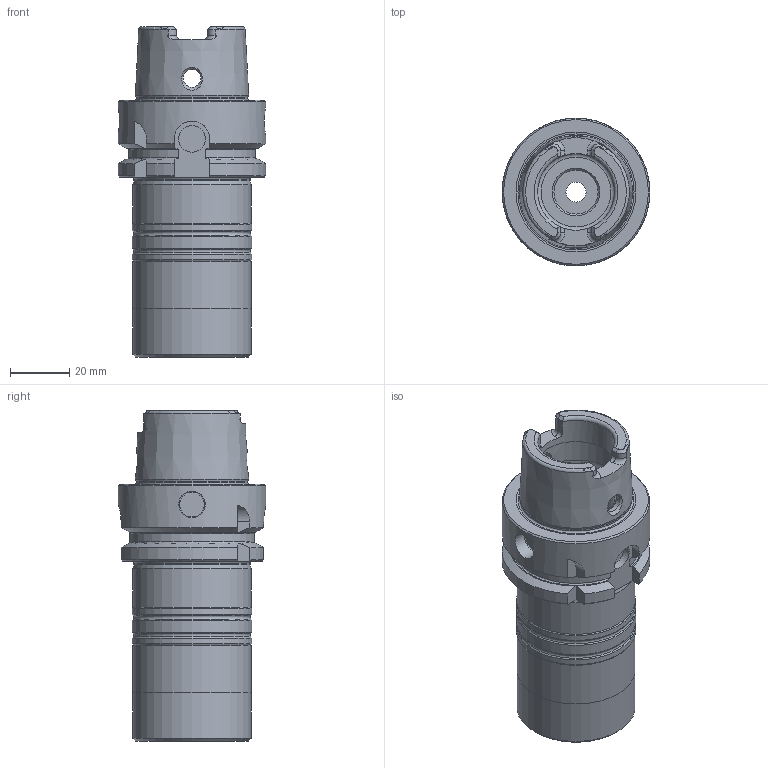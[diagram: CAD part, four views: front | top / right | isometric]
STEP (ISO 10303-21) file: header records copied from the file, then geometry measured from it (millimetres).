
FILE_DESCRIPTION(/* description */ (''),/* implementation_level */ '2;1');
FILE_NAME(/* name */ '455013250.stp',/* time_stamp */ '2021-01-08T12:41:23',/* author */ ('LRA'),/* organization */ ('REGO-FIX'),/* preprocessor_version */ ' Unknown',/* originating_system */ 'SIEMENS PLM Software Solid Edge ST10',/* authorization */ 'Unknown');
FILE_SCHEMA (('AUTOMOTIVE_DESIGN { 1 0 10303 214 2 1 1}'));
Length unit declared in the file: millimetre
Products named in the file (1): NOCUT
Bounding box: 50 x 50 x 112 mm (x, y, z)
Volume: 95370.8 mm3; surface area: 27101.5 mm2
Topology: 1 solids, 1 shells, 144 faces, 372 edges, 233 vertices
Faces by surface type: plane 47, cylinder 40, cone 34, torus 23
Full cylindrical faces by diameter (mm): 6 x2, 6.8 x1, 9 x2, 10 x1, 14.917 x1, 17 x1, 23.5 x1, 26 x2, 32 x1, 37.909 x1, 39.3 x1, 40 x3, 40.5 x3, 50 x1
Entity records: 5308 total; most frequent: CARTESIAN_POINT 1137, DIRECTION 636, ORIENTED_EDGE 606, EDGE_CURVE 303, AXIS2_PLACEMENT_3D 271, VERTEX_POINT 218, EDGE_LOOP 207, FACE_BOUND 207
